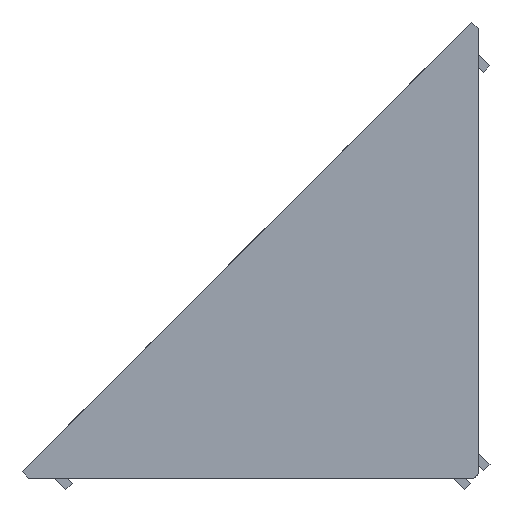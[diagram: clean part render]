
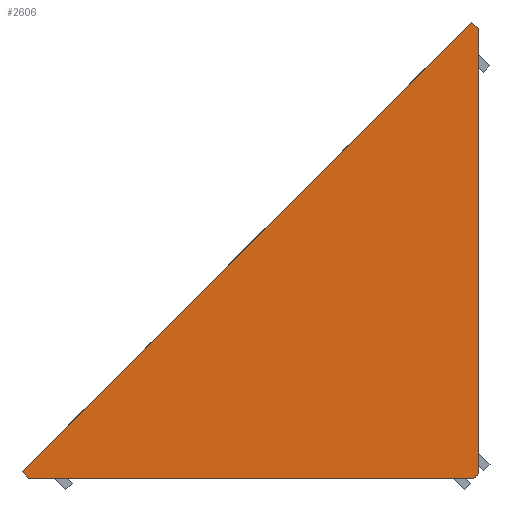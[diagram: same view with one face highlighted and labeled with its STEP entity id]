
A CAD part, left-side view. The second image highlights one B-rep face of the part: STEP entity #2606.
In plain terms, the highlighted planar face has unit normal (-1, 0, 0).
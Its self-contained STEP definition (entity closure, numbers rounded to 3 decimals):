
#68=PLANE('',#2808);
#204=FACE_OUTER_BOUND('',#364,.T.);
#364=EDGE_LOOP('',(#2085,#2086,#2087,#2088,#2089,#2090));
#570=LINE('',#3829,#920);
#592=LINE('',#3865,#942);
#599=LINE('',#3878,#949);
#633=LINE('',#3949,#983);
#664=LINE('',#4010,#1014);
#920=VECTOR('',#3101,1000.);
#942=VECTOR('',#3125,1000.);
#949=VECTOR('',#3134,1000.);
#983=VECTOR('',#3176,1000.);
#1014=VECTOR('',#3209,1000.);
#1178=CIRCLE('',#2762,1.);
#1201=VERTEX_POINT('',#3612);
#1202=VERTEX_POINT('',#3614);
#1285=VERTEX_POINT('',#3827);
#1286=VERTEX_POINT('',#3828);
#1299=VERTEX_POINT('',#3864);
#1337=VERTEX_POINT('',#3948);
#1449=EDGE_CURVE('',#1201,#1202,#1178,.T.);
#1554=EDGE_CURVE('',#1285,#1286,#570,.T.);
#1576=EDGE_CURVE('',#1286,#1299,#592,.T.);
#1583=EDGE_CURVE('',#1299,#1201,#599,.T.);
#1619=EDGE_CURVE('',#1202,#1337,#633,.T.);
#1650=EDGE_CURVE('',#1337,#1285,#664,.T.);
#2085=ORIENTED_EDGE('',*,*,#1554,.F.);
#2086=ORIENTED_EDGE('',*,*,#1650,.F.);
#2087=ORIENTED_EDGE('',*,*,#1619,.F.);
#2088=ORIENTED_EDGE('',*,*,#1449,.F.);
#2089=ORIENTED_EDGE('',*,*,#1583,.F.);
#2090=ORIENTED_EDGE('',*,*,#1576,.F.);
#2606=ADVANCED_FACE('',(#204),#68,.F.);
#2762=AXIS2_PLACEMENT_3D('',#3615,#2933,#2934);
#2808=AXIS2_PLACEMENT_3D('',#4013,#3213,#3214);
#2933=DIRECTION('center_axis',(1.,0.,0.));
#2934=DIRECTION('ref_axis',(0.,0.,-1.));
#3101=DIRECTION('',(0.,-0.707,0.707));
#3125=DIRECTION('',(0.,-0.707,-0.707));
#3134=DIRECTION('',(0.,0.,-1.));
#3176=DIRECTION('',(0.,1.,0.));
#3209=DIRECTION('',(0.,0.707,0.707));
#3213=DIRECTION('center_axis',(1.,0.,0.));
#3214=DIRECTION('ref_axis',(0.,0.,-1.));
#3612=CARTESIAN_POINT('',(-19.,0.,1.));
#3614=CARTESIAN_POINT('',(-19.,1.,0.));
#3615=CARTESIAN_POINT('Origin',(-19.,1.,1.));
#3827=CARTESIAN_POINT('',(-19.,76.,1.047));
#3828=CARTESIAN_POINT('',(-19.,1.047,76.));
#3829=CARTESIAN_POINT('',(-19.,76.,1.047));
#3864=CARTESIAN_POINT('',(-19.,0.,74.953));
#3865=CARTESIAN_POINT('',(-19.,1.047,76.));
#3878=CARTESIAN_POINT('',(-19.,0.,74.953));
#3948=CARTESIAN_POINT('',(-19.,74.953,0.));
#3949=CARTESIAN_POINT('',(-19.,1.,0.));
#4010=CARTESIAN_POINT('',(-19.,74.953,0.));
#4013=CARTESIAN_POINT('Origin',(-19.,1.,1.));
